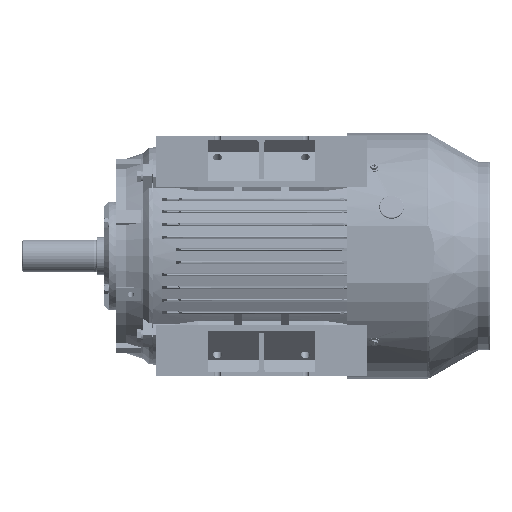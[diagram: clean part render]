
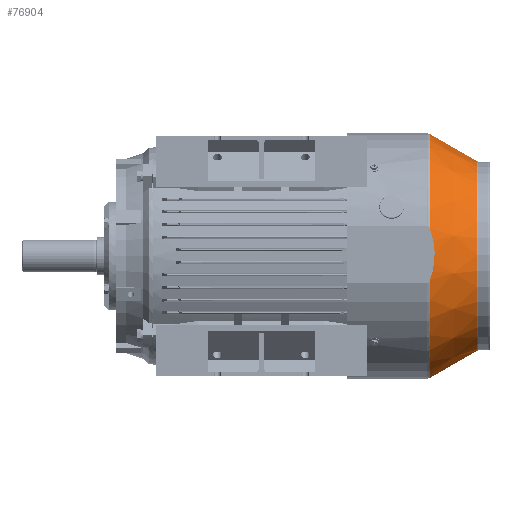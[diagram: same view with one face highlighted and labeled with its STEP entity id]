
A CAD part, front view. The second image highlights one B-rep face of the part: STEP entity #76904.
In plain terms, the highlighted conical face has half-angle 30 degrees and reference radius 138.902 mm.
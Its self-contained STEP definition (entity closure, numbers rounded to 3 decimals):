
#24649 = DIRECTION ( 'NONE',  ( 1., 0., 0. ) ) ;
#24650 = DIRECTION ( 'NONE',  ( 0., 0., 1. ) ) ;
#24651 = CARTESIAN_POINT ( 'NONE',  ( 0., 0., -191.304 ) ) ;
#24653 = AXIS2_PLACEMENT_3D ( 'NONE', #24651, #24650, #24649 ) ;
#24666 = CONICAL_SURFACE ( 'NONE', #24653, 138.902, 0.524 ) ;
#24673 = FACE_OUTER_BOUND ( 'NONE', #76905, .T. ) ;
#24794 = DIRECTION ( 'NONE',  ( 1., 0., 0. ) ) ;
#24796 = DIRECTION ( 'NONE',  ( 0., 0., 1. ) ) ;
#24799 = CARTESIAN_POINT ( 'NONE',  ( 0., 0., -121.744 ) ) ;
#24800 = AXIS2_PLACEMENT_3D ( 'NONE', #24799, #24796, #24794 ) ;
#24801 = CIRCLE ( 'NONE', #24800, 179.062 ) ;
#24810 = CARTESIAN_POINT ( 'NONE',  ( -37.924, -175., -121.744 ) ) ;
#24812 = CARTESIAN_POINT ( 'NONE',  ( -36.413, -175., -122.299 ) ) ;
#24814 = CARTESIAN_POINT ( 'NONE',  ( -34.887, -175., -122.827 ) ) ;
#24815 = CARTESIAN_POINT ( 'NONE',  ( -32.575, -175., -123.576 ) ) ;
#24818 = CARTESIAN_POINT ( 'NONE',  ( -31.801, -175., -123.819 ) ) ;
#24820 = CARTESIAN_POINT ( 'NONE',  ( -30.245, -175., -124.29 ) ) ;
#24823 = CARTESIAN_POINT ( 'NONE',  ( -29.462, -175., -124.518 ) ) ;
#24825 = CARTESIAN_POINT ( 'NONE',  ( -25.545, -175., -125.615 ) ) ;
#24829 = CARTESIAN_POINT ( 'NONE',  ( -22.396, -175., -126.357 ) ) ;
#24832 = CARTESIAN_POINT ( 'NONE',  ( -12.899, -175., -128.153 ) ) ;
#24835 = CARTESIAN_POINT ( 'NONE',  ( -6.5, -175., -128.778 ) ) ;
#24837 = CARTESIAN_POINT ( 'NONE',  ( 1.589, -175., -128.781 ) ) ;
#24838 = CARTESIAN_POINT ( 'NONE',  ( 3.212, -175., -128.742 ) ) ;
#24840 = CARTESIAN_POINT ( 'NONE',  ( 5.652, -175., -128.625 ) ) ;
#24842 = CARTESIAN_POINT ( 'NONE',  ( 6.468, -175., -128.576 ) ) ;
#24845 = CARTESIAN_POINT ( 'NONE',  ( 8.092, -175., -128.46 ) ) ;
#24847 = CARTESIAN_POINT ( 'NONE',  ( 8.902, -175., -128.391 ) ) ;
#24850 = CARTESIAN_POINT ( 'NONE',  ( 12.941, -175., -128.004 ) ) ;
#24854 = CARTESIAN_POINT ( 'NONE',  ( 16.138, -175., -127.543 ) ) ;
#24877 = CARTESIAN_POINT ( 'NONE',  ( 25.631, -175., -125.74 ) ) ;
#24879 = CARTESIAN_POINT ( 'NONE',  ( 31.832, -175., -123.979 ) ) ;
#24880 = CARTESIAN_POINT ( 'NONE',  ( 37.924, -175., -121.744 ) ) ;
#24887 = B_SPLINE_CURVE_WITH_KNOTS ( 'NONE', 3,
 ( #24880, #24879, #24877, #24854, #24850, #24847, #24845, #24842, #24840, #24838, #24837, #24835, #24832, #24829, #24825, #24823, #24820, #24818, #24815, #24814, #24812, #24810 ),
 .UNSPECIFIED., .F., .F.,
 ( 4, 2, 2, 2, 2, 2, 2, 2, 2, 2, 4 ),
 ( 0.061, 0.081, 0.09, 0.093, 0.095, 0.1, 0.119, 0.129, 0.131, 0.134, 0.138 ),
 .UNSPECIFIED. ) ;
#24892 = CARTESIAN_POINT ( 'NONE',  ( -37.924, -175., -121.744 ) ) ;
#35667 = EDGE_CURVE ( 'NONE', #35668, #35694, #167245, .T. ) ;
#35668 = VERTEX_POINT ( 'NONE', #167237 ) ;
#35694 = VERTEX_POINT ( 'NONE', #167256 ) ;
#35696 = VERTEX_POINT ( 'NONE', #167255 ) ;
#35738 = EDGE_CURVE ( 'NONE', #35783, #35694, #167315, .T. ) ;
#35748 = EDGE_CURVE ( 'NONE', #35784, #35783, #167372, .T. ) ;
#35783 = VERTEX_POINT ( 'NONE', #167435 ) ;
#35784 = VERTEX_POINT ( 'NONE', #167434 ) ;
#35788 = EDGE_CURVE ( 'NONE', #35784, #35696, #167433, .T. ) ;
#76904 = ADVANCED_FACE ( 'NONE', ( #24673 ), #24666, .T. ) ;
#76905 = EDGE_LOOP ( 'NONE', ( #76908, #76913, #76915, #76918, #76973, #76984 ) ) ;
#76908 = ORIENTED_EDGE ( 'NONE', *, *, #35788, .F. ) ;
#76913 = ORIENTED_EDGE ( 'NONE', *, *, #35748, .T. ) ;
#76915 = ORIENTED_EDGE ( 'NONE', *, *, #35738, .T. ) ;
#76918 = ORIENTED_EDGE ( 'NONE', *, *, #35667, .F. ) ;
#76973 = ORIENTED_EDGE ( 'NONE', *, *, #76974, .T. ) ;
#76974 = EDGE_CURVE ( 'NONE', #35668, #76977, #24887, .T. ) ;
#76977 = VERTEX_POINT ( 'NONE', #24892 ) ;
#76984 = ORIENTED_EDGE ( 'NONE', *, *, #76985, .F. ) ;
#76985 = EDGE_CURVE ( 'NONE', #35696, #76977, #24801, .T. ) ;
#167237 = CARTESIAN_POINT ( 'NONE',  ( 37.924, -175., -121.744 ) ) ;
#167238 = DIRECTION ( 'NONE',  ( 1., 0., 0. ) ) ;
#167239 = DIRECTION ( 'NONE',  ( 0., 0., 1. ) ) ;
#167240 = CARTESIAN_POINT ( 'NONE',  ( 0., 0., -121.744 ) ) ;
#167241 = AXIS2_PLACEMENT_3D ( 'NONE', #167240, #167239, #167238 ) ;
#167245 = CIRCLE ( 'NONE', #167241, 179.062 ) ;
#167255 = CARTESIAN_POINT ( 'NONE',  ( -179.062, 0., -121.744 ) ) ;
#167256 = CARTESIAN_POINT ( 'NONE',  ( 179.062, 0., -121.744 ) ) ;
#167315 = LINE ( 'NONE', #167377, #167376 ) ;
#167364 = DIRECTION ( 'NONE',  ( 1., 0., 0. ) ) ;
#167365 = DIRECTION ( 'NONE',  ( 0., 0., 1. ) ) ;
#167366 = CARTESIAN_POINT ( 'NONE',  ( 0., 0., -191.304 ) ) ;
#167367 = AXIS2_PLACEMENT_3D ( 'NONE', #167366, #167365, #167364 ) ;
#167372 = CIRCLE ( 'NONE', #167367, 138.902 ) ;
#167375 = DIRECTION ( 'NONE',  ( 0.5, 0., 0.866 ) ) ;
#167376 = VECTOR ( 'NONE', #167375, 1000. ) ;
#167377 = CARTESIAN_POINT ( 'NONE',  ( 138.902, 0., -191.304 ) ) ;
#167430 = DIRECTION ( 'NONE',  ( -0.5, 0., 0.866 ) ) ;
#167431 = VECTOR ( 'NONE', #167430, 1000. ) ;
#167432 = CARTESIAN_POINT ( 'NONE',  ( -138.902, 0., -191.304 ) ) ;
#167433 = LINE ( 'NONE', #167432, #167431 ) ;
#167434 = CARTESIAN_POINT ( 'NONE',  ( -138.902, 0., -191.304 ) ) ;
#167435 = CARTESIAN_POINT ( 'NONE',  ( 138.902, 0., -191.304 ) ) ;
